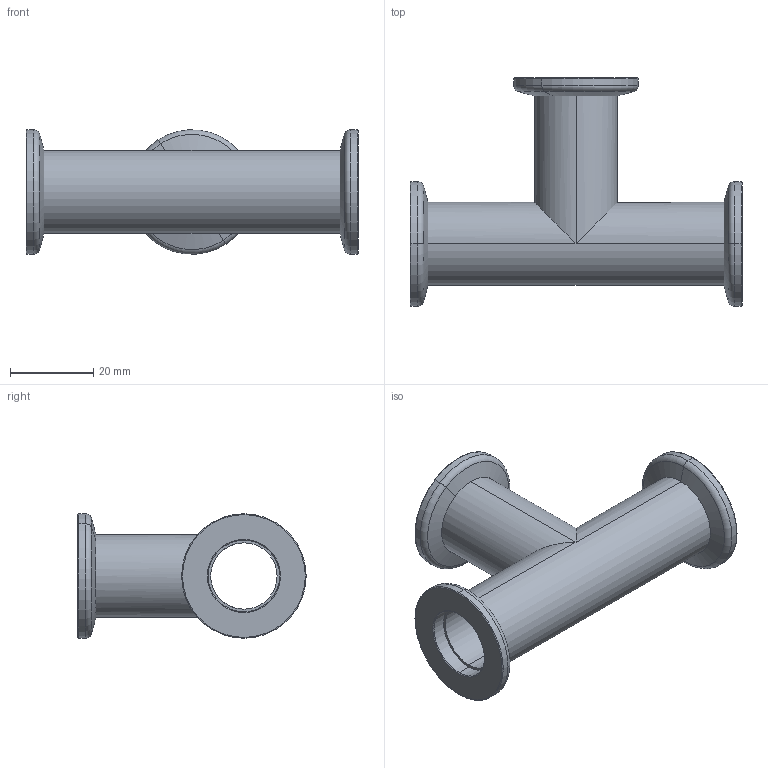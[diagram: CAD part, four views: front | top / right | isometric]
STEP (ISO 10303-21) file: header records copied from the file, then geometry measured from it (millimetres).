
FILE_DESCRIPTION (( 'STEP AP214' ), '1' );
FILE_NAME ('Hositrad_KT16-20.STEP', '2016-09-20T10:48:04', ( '' ), ( '' ), 'SwSTEP 2.0', 'SolidWorks 2016', '' );
FILE_SCHEMA (( 'AUTOMOTIVE_DESIGN' ));
Length unit declared in the file: millimetre
Products named in the file (3): KF Tee-all sizes_KF Tee 20; KF16-19WS_KF16-20; Hositrad_KT16-20
Assembly tree (4 placements, depth 2):
  Hositrad_KT16-20
    KF16-19WS_KF16-20  x3
    KF Tee-all sizes_KF Tee 20
Bounding box: 80 x 55 x 30 mm (x, y, z)
Volume: 16111 mm3; surface area: 15716.8 mm2
Topology: 4 solids, 4 shells, 63 faces, 130 edges, 70 vertices
Faces by surface type: cylinder 28, torus 12, cone 12, plane 9, bspline 2
Entity records: 1102 total; most frequent: CARTESIAN_POINT 330, DIRECTION 162, ORIENTED_EDGE 124, AXIS2_PLACEMENT_3D 70, EDGE_CURVE 62, EDGE_LOOP 36, CIRCLE 34, VERTEX_POINT 34
